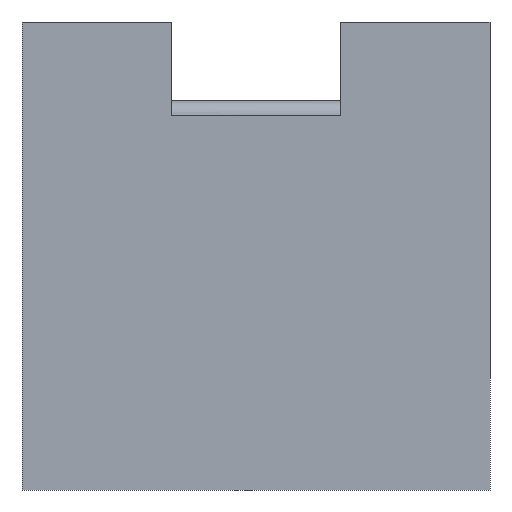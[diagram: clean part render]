
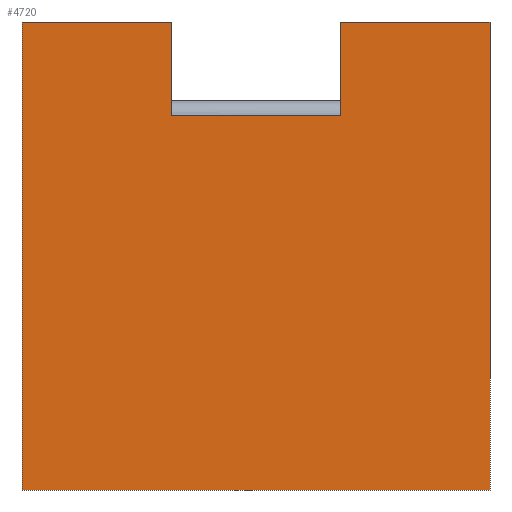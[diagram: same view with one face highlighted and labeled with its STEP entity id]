
A CAD part, front view. The second image highlights one B-rep face of the part: STEP entity #4720.
In plain terms, the highlighted planar face has unit normal (0, -1, 0).
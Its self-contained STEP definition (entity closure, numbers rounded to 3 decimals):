
#9=DIRECTION('',(0.,0.,-1.));
#10=VECTOR('',#9,1.25);
#11=CARTESIAN_POINT('',(-0.625,-1.025,0.625));
#12=LINE('',#11,#10);
#69=DIRECTION('',(0.,0.,-1.));
#70=VECTOR('',#69,1.25);
#71=CARTESIAN_POINT('',(0.625,-1.025,0.625));
#72=LINE('',#71,#70);
#1977=DIRECTION('',(0.,0.,-1.));
#1978=VECTOR('',#1977,0.25);
#1979=CARTESIAN_POINT('',(0.225,-1.025,0.625));
#1980=LINE('',#1979,#1978);
#1981=DIRECTION('',(1.,0.,0.));
#1982=VECTOR('',#1981,0.4);
#1983=CARTESIAN_POINT('',(0.225,-1.025,0.625));
#1984=LINE('',#1983,#1982);
#1985=DIRECTION('',(1.,0.,0.));
#1986=VECTOR('',#1985,0.4);
#1987=CARTESIAN_POINT('',(-0.625,-1.025,0.625));
#1988=LINE('',#1987,#1986);
#1989=DIRECTION('',(0.,0.,-1.));
#1990=VECTOR('',#1989,0.25);
#1991=CARTESIAN_POINT('',(-0.225,-1.025,0.625));
#1992=LINE('',#1991,#1990);
#1993=DIRECTION('',(1.,0.,0.));
#1994=VECTOR('',#1993,0.45);
#1995=CARTESIAN_POINT('',(-0.225,-1.025,0.375));
#1996=LINE('',#1995,#1994);
#1997=DIRECTION('',(1.,0.,0.));
#1998=VECTOR('',#1997,1.25);
#1999=CARTESIAN_POINT('',(-0.625,-1.025,-0.625));
#2000=LINE('',#1999,#1998);
#2008=CARTESIAN_POINT('',(-0.625,-1.025,0.625));
#2010=VERTEX_POINT('',#2008);
#2011=CARTESIAN_POINT('',(-0.625,-1.025,-0.625));
#2012=VERTEX_POINT('',#2011);
#2020=CARTESIAN_POINT('',(0.625,-1.025,0.625));
#2022=VERTEX_POINT('',#2020);
#2023=CARTESIAN_POINT('',(0.625,-1.025,-0.625));
#2024=VERTEX_POINT('',#2023);
#2049=CARTESIAN_POINT('',(0.225,-1.025,0.625));
#2050=VERTEX_POINT('',#2049);
#2051=CARTESIAN_POINT('',(-0.225,-1.025,0.625));
#2052=VERTEX_POINT('',#2051);
#2053=CARTESIAN_POINT('',(0.225,-1.025,0.375));
#2054=VERTEX_POINT('',#2053);
#2055=CARTESIAN_POINT('',(-0.225,-1.025,0.375));
#2056=VERTEX_POINT('',#2055);
#4704=CARTESIAN_POINT('',(-0.625,-1.025,0.625));
#4705=DIRECTION('',(0.,-1.,0.));
#4706=DIRECTION('',(0.,0.,-1.));
#4707=AXIS2_PLACEMENT_3D('',#4704,#4705,#4706);
#4708=PLANE('',#4707);
#4709=ORIENTED_EDGE('',*,*,#4648,.F.);
#4710=ORIENTED_EDGE('',*,*,#4686,.T.);
#4711=ORIENTED_EDGE('',*,*,#2512,.T.);
#4713=ORIENTED_EDGE('',*,*,#4712,.F.);
#4714=ORIENTED_EDGE('',*,*,#2446,.F.);
#4715=ORIENTED_EDGE('',*,*,#4697,.T.);
#4716=ORIENTED_EDGE('',*,*,#4600,.T.);
#4717=ORIENTED_EDGE('',*,*,#2687,.T.);
#4718=EDGE_LOOP('',(#4709,#4710,#4711,#4713,#4714,#4715,#4716,#4717));
#4719=FACE_OUTER_BOUND('',#4718,.F.);
#2446=EDGE_CURVE('',#2010,#2012,#12,.T.);
#2512=EDGE_CURVE('',#2022,#2024,#72,.T.);
#2687=EDGE_CURVE('',#2056,#2054,#1996,.T.);
#4600=EDGE_CURVE('',#2052,#2056,#1992,.T.);
#4648=EDGE_CURVE('',#2050,#2054,#1980,.T.);
#4686=EDGE_CURVE('',#2050,#2022,#1984,.T.);
#4697=EDGE_CURVE('',#2010,#2052,#1988,.T.);
#4712=EDGE_CURVE('',#2012,#2024,#2000,.T.);
#4720=ADVANCED_FACE('',(#4719),#4708,.T.);
